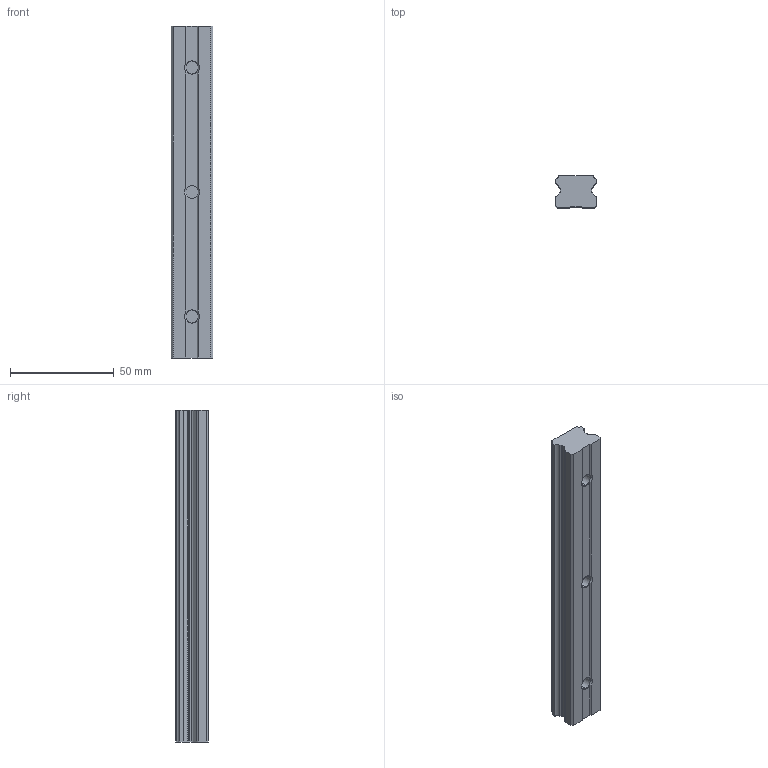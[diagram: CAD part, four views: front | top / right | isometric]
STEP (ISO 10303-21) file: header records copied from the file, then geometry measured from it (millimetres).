
FILE_DESCRIPTION (( 'STEP AP203' ), '1' );
FILE_NAME ('EGR20T.STEP', '2007-01-16T13:42:42', ( 'HIWIN GmbH' ), ( '77654 Offenburg' ), 'SwSTEP 2.0', 'SolidWorks 2006104', '' );
FILE_SCHEMA (( 'CONFIG_CONTROL_DESIGN' ));
Length unit declared in the file: millimetre
Products named in the file (1): EGR20T
Bounding box: 20 x 15.5 x 160 mm (x, y, z)
Volume: 43951.8 mm3; surface area: 12683.4 mm2
Topology: 1 solids, 1 shells, 60 faces, 172 edges, 114 vertices
Faces by surface type: plane 34, cylinder 20, cone 6
Entity records: 2072 total; most frequent: CARTESIAN_POINT 386, ORIENTED_EDGE 344, DIRECTION 343, EDGE_CURVE 172, AXIS2_PLACEMENT_3D 123, VERTEX_POINT 114, VECTOR 97, LINE 97
